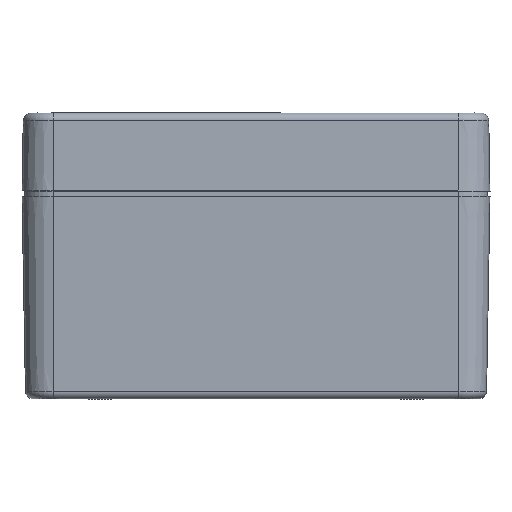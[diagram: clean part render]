
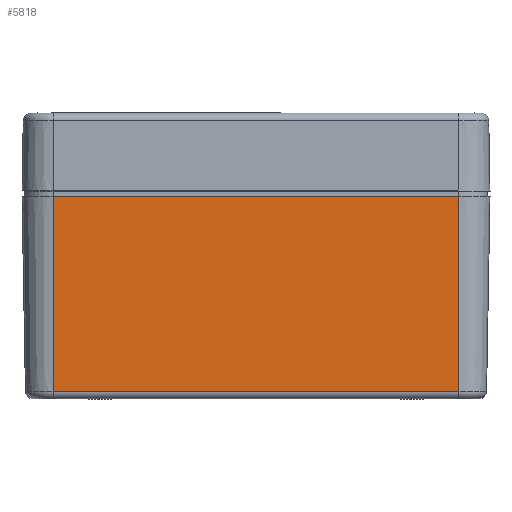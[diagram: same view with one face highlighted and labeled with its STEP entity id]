
A CAD part, front view. The second image highlights one B-rep face of the part: STEP entity #5818.
In plain terms, the highlighted planar face has unit normal (0, -1, -0.018).
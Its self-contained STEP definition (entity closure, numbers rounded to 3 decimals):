
#5541 = VERTEX_POINT ( 'NONE', #15561 ) ;
#5544 = EDGE_CURVE ( 'NONE', #5545, #5541, #15559, .T. ) ;
#5545 = VERTEX_POINT ( 'NONE', #15555 ) ;
#5548 = VERTEX_POINT ( 'NONE', #15610 ) ;
#5554 = VERTEX_POINT ( 'NONE', #15599 ) ;
#5556 = EDGE_CURVE ( 'NONE', #5548, #5554, #15598, .T. ) ;
#5589 = EDGE_CURVE ( 'NONE', #5541, #5548, #15621, .T. ) ;
#5818 = ADVANCED_FACE ( 'NONE', ( #15994 ), #15993, .T. ) ;
#5819 = EDGE_LOOP ( 'NONE', ( #5820, #5821, #5822, #5824 ) ) ;
#5820 = ORIENTED_EDGE ( 'NONE', *, *, #5589, .T. ) ;
#5821 = ORIENTED_EDGE ( 'NONE', *, *, #5556, .T. ) ;
#5822 = ORIENTED_EDGE ( 'NONE', *, *, #5823, .F. ) ;
#5823 = EDGE_CURVE ( 'NONE', #5545, #5554, #16052, .T. ) ;
#5824 = ORIENTED_EDGE ( 'NONE', *, *, #5544, .T. ) ;
#15555 = CARTESIAN_POINT ( 'NONE',  ( -858.292, -2545.091, -28.052 ) ) ;
#15556 = DIRECTION ( 'NONE',  ( 0., -0.017, 1. ) ) ;
#15557 = VECTOR ( 'NONE', #15556, 1000. ) ;
#15558 = CARTESIAN_POINT ( 'NONE',  ( -858.292, -2545.746, 9.475 ) ) ;
#15559 = LINE ( 'NONE', #15558, #15557 ) ;
#15561 = CARTESIAN_POINT ( 'NONE',  ( -858.292, -2545.746, 9.475 ) ) ;
#15595 = DIRECTION ( 'NONE',  ( 0., 0.017, -1. ) ) ;
#15596 = VECTOR ( 'NONE', #15595, 1000. ) ;
#15597 = CARTESIAN_POINT ( 'NONE',  ( -936.292, -2545.746, 9.475 ) ) ;
#15598 = LINE ( 'NONE', #15597, #15596 ) ;
#15599 = CARTESIAN_POINT ( 'NONE',  ( -936.292, -2545.091, -28.052 ) ) ;
#15610 = CARTESIAN_POINT ( 'NONE',  ( -936.292, -2545.746, 9.475 ) ) ;
#15618 = DIRECTION ( 'NONE',  ( -1., 0., 0. ) ) ;
#15619 = VECTOR ( 'NONE', #15618, 1000. ) ;
#15620 = CARTESIAN_POINT ( 'NONE',  ( -897.292, -2545.746, 9.475 ) ) ;
#15621 = LINE ( 'NONE', #15620, #15619 ) ;
#15989 = DIRECTION ( 'NONE',  ( 0., 0.017, -1. ) ) ;
#15990 = DIRECTION ( 'NONE',  ( 0., -1., -0.017 ) ) ;
#15991 = CARTESIAN_POINT ( 'NONE',  ( -897.292, -2545.746, 9.475 ) ) ;
#15992 = AXIS2_PLACEMENT_3D ( 'NONE', #15991, #15990, #15989 ) ;
#15993 = PLANE ( 'NONE',  #15992 ) ;
#15994 = FACE_OUTER_BOUND ( 'NONE', #5819, .T. ) ;
#16049 = DIRECTION ( 'NONE',  ( -1., 0., 0. ) ) ;
#16050 = VECTOR ( 'NONE', #16049, 1000. ) ;
#16051 = CARTESIAN_POINT ( 'NONE',  ( -897.292, -2545.091, -28.052 ) ) ;
#16052 = LINE ( 'NONE', #16051, #16050 ) ;
